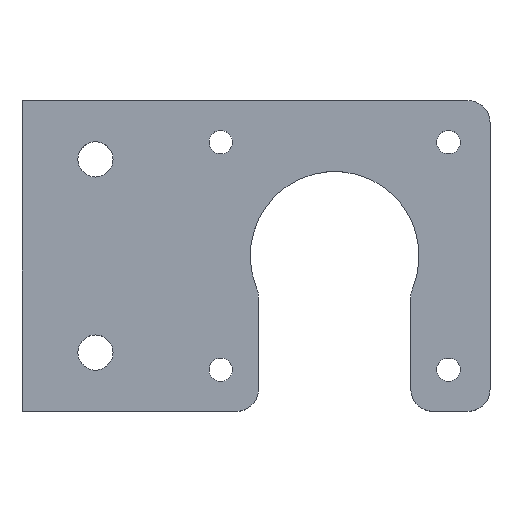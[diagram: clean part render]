
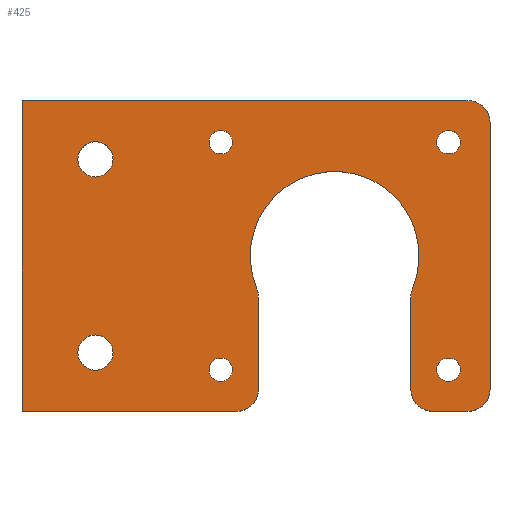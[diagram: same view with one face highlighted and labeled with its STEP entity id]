
A CAD part, top view. The second image highlights one B-rep face of the part: STEP entity #425.
In plain terms, the highlighted planar face has unit normal (0, 0, 1).
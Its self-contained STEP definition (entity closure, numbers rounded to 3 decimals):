
#15=FACE_BOUND('',#65,.T.);
#16=FACE_BOUND('',#66,.T.);
#17=FACE_BOUND('',#67,.T.);
#18=FACE_BOUND('',#68,.T.);
#19=FACE_BOUND('',#69,.T.);
#20=FACE_BOUND('',#70,.T.);
#27=PLANE('',#482);
#42=FACE_OUTER_BOUND('',#64,.T.);
#64=EDGE_LOOP('',(#310,#311,#312,#313,#314,#315,#316,#317,#318,#319,#320,
#321,#322,#323));
#65=EDGE_LOOP('',(#324));
#66=EDGE_LOOP('',(#325));
#67=EDGE_LOOP('',(#326));
#68=EDGE_LOOP('',(#327));
#69=EDGE_LOOP('',(#328));
#70=EDGE_LOOP('',(#329));
#98=LINE('',#684,#132);
#99=LINE('',#692,#133);
#100=LINE('',#696,#134);
#101=LINE('',#700,#135);
#102=LINE('',#704,#136);
#103=LINE('',#706,#137);
#104=LINE('',#708,#138);
#132=VECTOR('',#558,10.);
#133=VECTOR('',#565,10.);
#134=VECTOR('',#568,10.);
#135=VECTOR('',#571,10.);
#136=VECTOR('',#574,10.);
#137=VECTOR('',#575,10.);
#138=VECTOR('',#576,10.);
#161=CIRCLE('',#466,1.6);
#163=CIRCLE('',#469,2.4);
#165=CIRCLE('',#472,1.6);
#167=CIRCLE('',#475,1.6);
#169=CIRCLE('',#478,1.6);
#171=CIRCLE('',#481,2.4);
#172=CIRCLE('',#483,3.);
#173=CIRCLE('',#484,11.5);
#174=CIRCLE('',#485,3.);
#175=CIRCLE('',#486,3.);
#176=CIRCLE('',#487,3.);
#177=CIRCLE('',#488,3.);
#178=CIRCLE('',#489,3.);
#187=VERTEX_POINT('',#648);
#189=VERTEX_POINT('',#654);
#191=VERTEX_POINT('',#660);
#193=VERTEX_POINT('',#666);
#195=VERTEX_POINT('',#672);
#197=VERTEX_POINT('',#678);
#198=VERTEX_POINT('',#682);
#199=VERTEX_POINT('',#683);
#200=VERTEX_POINT('',#685);
#201=VERTEX_POINT('',#687);
#202=VERTEX_POINT('',#689);
#203=VERTEX_POINT('',#691);
#204=VERTEX_POINT('',#693);
#205=VERTEX_POINT('',#695);
#206=VERTEX_POINT('',#697);
#207=VERTEX_POINT('',#699);
#208=VERTEX_POINT('',#701);
#209=VERTEX_POINT('',#703);
#210=VERTEX_POINT('',#705);
#211=VERTEX_POINT('',#707);
#228=EDGE_CURVE('',#187,#187,#161,.T.);
#231=EDGE_CURVE('',#189,#189,#163,.T.);
#234=EDGE_CURVE('',#191,#191,#165,.T.);
#237=EDGE_CURVE('',#193,#193,#167,.T.);
#240=EDGE_CURVE('',#195,#195,#169,.T.);
#243=EDGE_CURVE('',#197,#197,#171,.T.);
#244=EDGE_CURVE('',#198,#199,#98,.T.);
#245=EDGE_CURVE('',#200,#198,#172,.T.);
#246=EDGE_CURVE('',#201,#200,#173,.T.);
#247=EDGE_CURVE('',#202,#201,#174,.T.);
#248=EDGE_CURVE('',#203,#202,#99,.T.);
#249=EDGE_CURVE('',#204,#203,#175,.T.);
#250=EDGE_CURVE('',#205,#204,#100,.T.);
#251=EDGE_CURVE('',#206,#205,#176,.T.);
#252=EDGE_CURVE('',#207,#206,#101,.T.);
#253=EDGE_CURVE('',#208,#207,#177,.T.);
#254=EDGE_CURVE('',#209,#208,#102,.T.);
#255=EDGE_CURVE('',#210,#209,#103,.T.);
#256=EDGE_CURVE('',#211,#210,#104,.T.);
#257=EDGE_CURVE('',#199,#211,#178,.T.);
#310=ORIENTED_EDGE('',*,*,#244,.F.);
#311=ORIENTED_EDGE('',*,*,#245,.F.);
#312=ORIENTED_EDGE('',*,*,#246,.F.);
#313=ORIENTED_EDGE('',*,*,#247,.F.);
#314=ORIENTED_EDGE('',*,*,#248,.F.);
#315=ORIENTED_EDGE('',*,*,#249,.F.);
#316=ORIENTED_EDGE('',*,*,#250,.F.);
#317=ORIENTED_EDGE('',*,*,#251,.F.);
#318=ORIENTED_EDGE('',*,*,#252,.F.);
#319=ORIENTED_EDGE('',*,*,#253,.F.);
#320=ORIENTED_EDGE('',*,*,#254,.F.);
#321=ORIENTED_EDGE('',*,*,#255,.F.);
#322=ORIENTED_EDGE('',*,*,#256,.F.);
#323=ORIENTED_EDGE('',*,*,#257,.F.);
#324=ORIENTED_EDGE('',*,*,#228,.T.);
#325=ORIENTED_EDGE('',*,*,#231,.T.);
#326=ORIENTED_EDGE('',*,*,#234,.T.);
#327=ORIENTED_EDGE('',*,*,#237,.T.);
#328=ORIENTED_EDGE('',*,*,#240,.T.);
#329=ORIENTED_EDGE('',*,*,#243,.T.);
#425=ADVANCED_FACE('',(#42,#15,#16,#17,#18,#19,#20),#27,.F.);
#466=AXIS2_PLACEMENT_3D('',#650,#519,#520);
#469=AXIS2_PLACEMENT_3D('',#656,#526,#527);
#472=AXIS2_PLACEMENT_3D('',#662,#533,#534);
#475=AXIS2_PLACEMENT_3D('',#668,#540,#541);
#478=AXIS2_PLACEMENT_3D('',#674,#547,#548);
#481=AXIS2_PLACEMENT_3D('',#680,#554,#555);
#482=AXIS2_PLACEMENT_3D('',#681,#556,#557);
#483=AXIS2_PLACEMENT_3D('',#686,#559,#560);
#484=AXIS2_PLACEMENT_3D('',#688,#561,#562);
#485=AXIS2_PLACEMENT_3D('',#690,#563,#564);
#486=AXIS2_PLACEMENT_3D('',#694,#566,#567);
#487=AXIS2_PLACEMENT_3D('',#698,#569,#570);
#488=AXIS2_PLACEMENT_3D('',#702,#572,#573);
#489=AXIS2_PLACEMENT_3D('',#709,#577,#578);
#519=DIRECTION('center_axis',(0.,0.,-1.));
#520=DIRECTION('ref_axis',(-1.,0.,0.));
#526=DIRECTION('center_axis',(0.,0.,-1.));
#527=DIRECTION('ref_axis',(-1.,0.,0.));
#533=DIRECTION('center_axis',(0.,0.,-1.));
#534=DIRECTION('ref_axis',(-1.,0.,0.));
#540=DIRECTION('center_axis',(0.,0.,-1.));
#541=DIRECTION('ref_axis',(-1.,0.,0.));
#547=DIRECTION('center_axis',(0.,0.,-1.));
#548=DIRECTION('ref_axis',(-1.,0.,0.));
#554=DIRECTION('center_axis',(0.,0.,-1.));
#555=DIRECTION('ref_axis',(-1.,0.,0.));
#556=DIRECTION('center_axis',(0.,0.,-1.));
#557=DIRECTION('ref_axis',(-1.,0.,0.));
#558=DIRECTION('',(0.,-1.,0.));
#559=DIRECTION('center_axis',(0.,0.,-1.));
#560=DIRECTION('ref_axis',(1.,0.,0.));
#561=DIRECTION('center_axis',(0.,0.,1.));
#562=DIRECTION('ref_axis',(1.,0.,0.));
#563=DIRECTION('center_axis',(0.,0.,-1.));
#564=DIRECTION('ref_axis',(1.,0.,0.));
#565=DIRECTION('',(0.,1.,0.));
#566=DIRECTION('center_axis',(0.,0.,-1.));
#567=DIRECTION('ref_axis',(1.,0.,0.));
#568=DIRECTION('',(-1.,0.,0.));
#569=DIRECTION('center_axis',(0.,0.,-1.));
#570=DIRECTION('ref_axis',(1.,0.,0.));
#571=DIRECTION('',(0.,-1.,0.));
#572=DIRECTION('center_axis',(0.,0.,-1.));
#573=DIRECTION('ref_axis',(-1.,0.,0.));
#574=DIRECTION('',(1.,0.,0.));
#575=DIRECTION('',(0.,1.,0.));
#576=DIRECTION('',(-1.,0.,0.));
#577=DIRECTION('center_axis',(0.,0.,-1.));
#578=DIRECTION('ref_axis',(-1.,0.,0.));
#648=CARTESIAN_POINT('',(564.666,439.35,105.));
#650=CARTESIAN_POINT('Origin',(563.066,439.35,105.));
#654=CARTESIAN_POINT('',(517.4,437.,105.));
#656=CARTESIAN_POINT('Origin',(515.,437.,105.));
#660=CARTESIAN_POINT('',(533.666,408.35,105.));
#662=CARTESIAN_POINT('Origin',(532.066,408.35,105.));
#666=CARTESIAN_POINT('',(564.666,408.35,105.));
#668=CARTESIAN_POINT('Origin',(563.066,408.35,105.));
#672=CARTESIAN_POINT('',(533.666,439.35,105.));
#674=CARTESIAN_POINT('Origin',(532.066,439.35,105.));
#678=CARTESIAN_POINT('',(517.4,410.7,105.));
#680=CARTESIAN_POINT('Origin',(515.,410.7,105.));
#681=CARTESIAN_POINT('Origin',(578.956,423.325,105.));
#682=CARTESIAN_POINT('',(537.2,418.229,105.));
#683=CARTESIAN_POINT('',(537.2,405.7,105.));
#684=CARTESIAN_POINT('',(537.2,417.055,105.));
#685=CARTESIAN_POINT('',(536.965,419.392,105.));
#686=CARTESIAN_POINT('Origin',(534.2,418.229,105.));
#687=CARTESIAN_POINT('',(558.167,419.392,105.));
#688=CARTESIAN_POINT('Origin',(547.566,423.85,105.));
#689=CARTESIAN_POINT('',(557.932,418.229,105.));
#690=CARTESIAN_POINT('Origin',(560.932,418.229,105.));
#691=CARTESIAN_POINT('',(557.932,405.7,105.));
#692=CARTESIAN_POINT('',(557.932,417.055,105.));
#693=CARTESIAN_POINT('',(560.932,402.7,105.));
#694=CARTESIAN_POINT('Origin',(560.932,405.7,105.));
#695=CARTESIAN_POINT('',(565.716,402.7,105.));
#696=CARTESIAN_POINT('',(571.14,402.7,105.));
#697=CARTESIAN_POINT('',(568.716,405.7,105.));
#698=CARTESIAN_POINT('Origin',(565.716,405.7,105.));
#699=CARTESIAN_POINT('',(568.716,442.,105.));
#700=CARTESIAN_POINT('',(568.716,423.587,105.));
#701=CARTESIAN_POINT('',(565.716,445.,105.));
#702=CARTESIAN_POINT('Origin',(565.716,442.,105.));
#703=CARTESIAN_POINT('',(505.,445.,105.));
#704=CARTESIAN_POINT('',(557.907,445.,105.));
#705=CARTESIAN_POINT('',(505.,402.7,105.));
#706=CARTESIAN_POINT('',(505.,423.587,105.));
#707=CARTESIAN_POINT('',(534.2,402.7,105.));
#708=CARTESIAN_POINT('',(550.028,402.7,105.));
#709=CARTESIAN_POINT('Origin',(534.2,405.7,105.));
